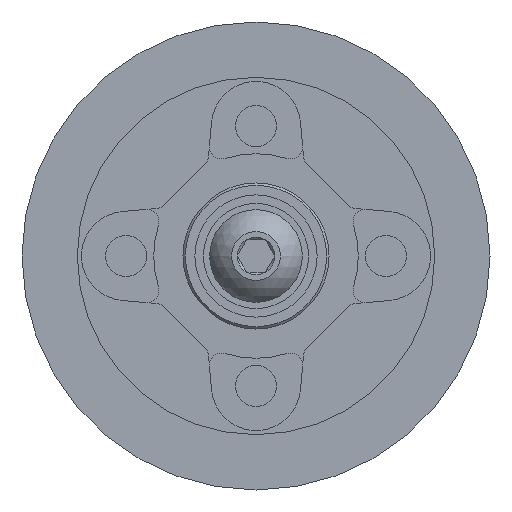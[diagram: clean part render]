
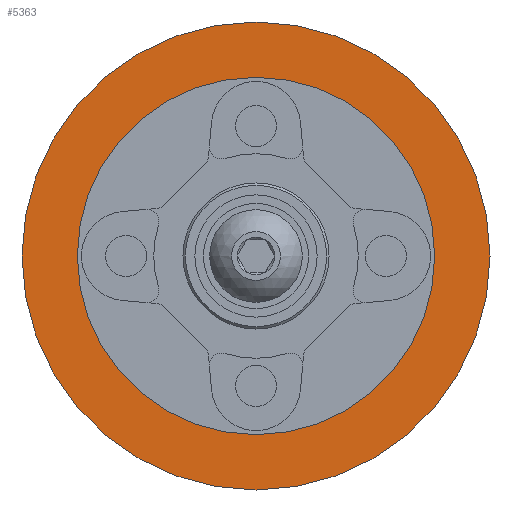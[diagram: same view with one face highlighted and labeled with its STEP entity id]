
A CAD part, left-side view. The second image highlights one B-rep face of the part: STEP entity #5363.
In plain terms, the highlighted planar face has unit normal (-1, 0, 0).
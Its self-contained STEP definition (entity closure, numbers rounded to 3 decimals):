
#389=FACE_BOUND('',#1185,.T.);
#494=PLANE('',#5844);
#845=FACE_OUTER_BOUND('',#1184,.T.);
#1184=EDGE_LOOP('',(#4921));
#1185=EDGE_LOOP('',(#4922));
#2091=CIRCLE('',#5730,11.);
#2154=CIRCLE('',#5845,14.41);
#2555=VERTEX_POINT('',#11269);
#2650=VERTEX_POINT('',#11559);
#3275=EDGE_CURVE('',#2555,#2555,#2091,.T.);
#3418=EDGE_CURVE('',#2650,#2650,#2154,.T.);
#4921=ORIENTED_EDGE('',*,*,#3418,.F.);
#4922=ORIENTED_EDGE('',*,*,#3275,.T.);
#5363=ADVANCED_FACE('',(#845,#389),#494,.T.);
#5730=AXIS2_PLACEMENT_3D('',#11270,#6786,#6787);
#5844=AXIS2_PLACEMENT_3D('',#11558,#7094,#7095);
#5845=AXIS2_PLACEMENT_3D('',#11560,#7096,#7097);
#6786=DIRECTION('center_axis',(1.,0.,0.));
#6787=DIRECTION('ref_axis',(0.,0.,1.));
#7094=DIRECTION('center_axis',(-1.,0.,0.));
#7095=DIRECTION('ref_axis',(0.,0.,1.));
#7096=DIRECTION('center_axis',(1.,0.,0.));
#7097=DIRECTION('ref_axis',(0.,0.,-1.));
#11269=CARTESIAN_POINT('',(5.75,0.,-11.));
#11270=CARTESIAN_POINT('Origin',(5.75,0.,0.));
#11558=CARTESIAN_POINT('Origin',(5.75,14.41,0.));
#11559=CARTESIAN_POINT('',(5.75,-14.41,0.));
#11560=CARTESIAN_POINT('Origin',(5.75,0.,0.));
